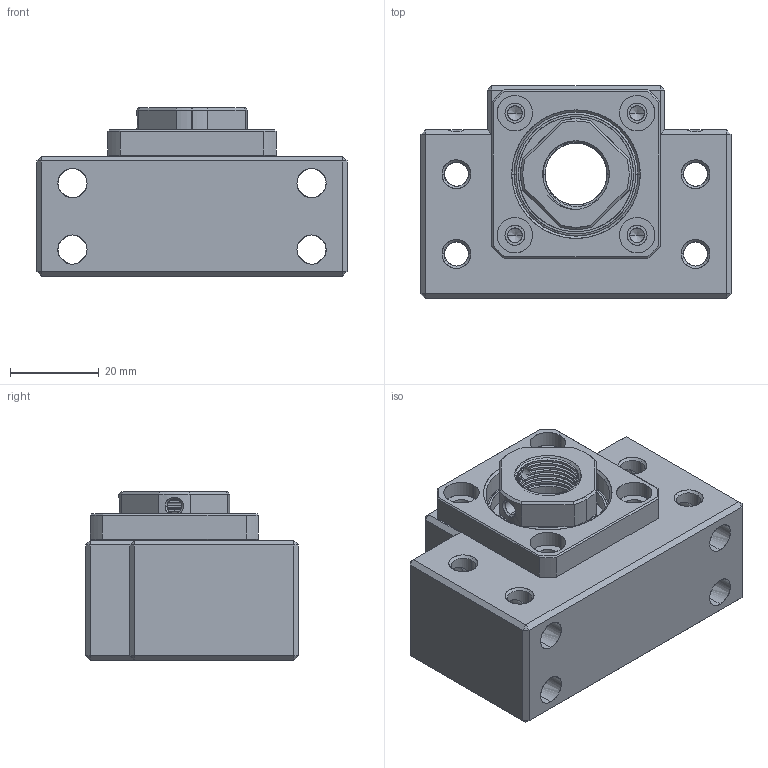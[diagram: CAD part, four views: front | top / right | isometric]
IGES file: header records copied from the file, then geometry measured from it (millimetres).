
Start section: SolidWorks IGES file using analytic representation for surfaces
Global section: file name: 7HBK15組合.IGS; native system: SolidWorks 2010; preprocessor: SolidWorks 2010; author: 024; date: 110503.105203; units: millimetre
Bounding box: 70 x 48 x 38 mm (x, y, z)
Surface area: 37274.6 mm2 (no closed solid volume)
Topology: 0 solids, 0 shells, 469 faces, 7267 edges, 7201 vertices
Faces by surface type: revolution 285, bspline 184
